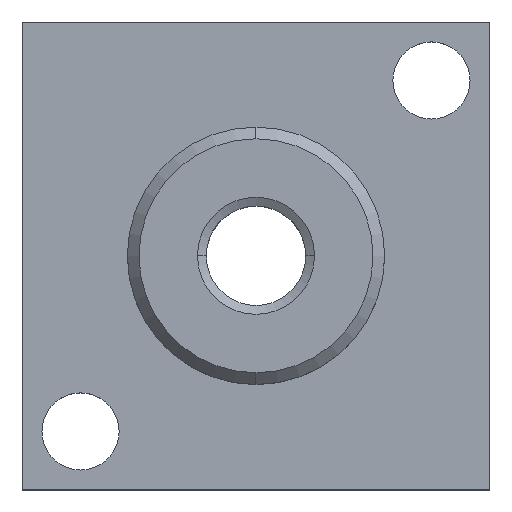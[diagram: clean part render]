
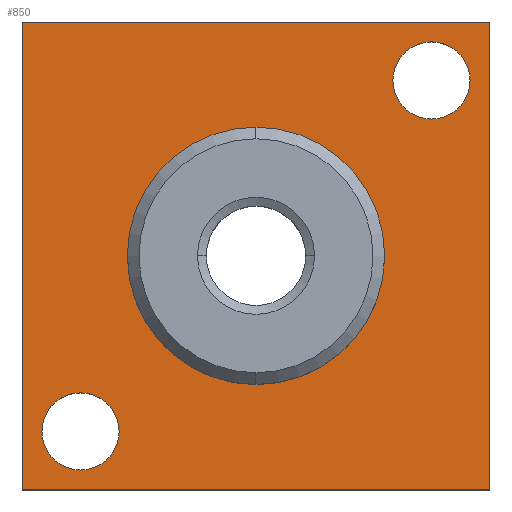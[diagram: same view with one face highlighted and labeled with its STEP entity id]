
A CAD part, top view. The second image highlights one B-rep face of the part: STEP entity #850.
In plain terms, the highlighted planar face has unit normal (0, 0, 1).
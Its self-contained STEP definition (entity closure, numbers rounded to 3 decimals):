
#10=CARTESIAN_POINT('',(-22.5,-20.5,4.));
#20=DIRECTION('',(0.,0.,1.));
#30=DIRECTION('',(1.,0.,0.));
#40=AXIS2_PLACEMENT_3D('',#10,#20,#30);
#50=PLANE('',#40);
#60=CARTESIAN_POINT('',(15.,15.,4.));
#70=DIRECTION('',(0.,0.,-1.));
#80=DIRECTION('',(0.,1.,0.));
#90=AXIS2_PLACEMENT_3D('',#60,#70,#80);
#100=CIRCLE('',#90,3.3);
#110=CARTESIAN_POINT('',(15.,18.3,4.));
#120=VERTEX_POINT('',#110);
#130=CARTESIAN_POINT('',(15.,11.7,4.));
#140=VERTEX_POINT('',#130);
#150=EDGE_CURVE('',#120,#140,#100,.T.);
#160=ORIENTED_EDGE('',*,*,#150,.T.);
#170=EDGE_CURVE('',#140,#120,#100,.T.);
#180=ORIENTED_EDGE('',*,*,#170,.T.);
#190=EDGE_LOOP('',(#180,#160));
#200=FACE_BOUND('',#190,.T.);
#210=CARTESIAN_POINT('',(0.,0.,4.));
#220=DIRECTION('',(0.,0.,1.));
#230=DIRECTION('',(0.,1.,0.));
#240=AXIS2_PLACEMENT_3D('',#210,#220,#230);
#250=CIRCLE('',#240,11.);
#260=CARTESIAN_POINT('',(0.,11.,4.));
#270=VERTEX_POINT('',#260);
#280=CARTESIAN_POINT('',(0.,-11.,4.));
#290=VERTEX_POINT('',#280);
#300=EDGE_CURVE('',#270,#290,#250,.T.);
#310=ORIENTED_EDGE('',*,*,#300,.F.);
#320=EDGE_CURVE('',#290,#270,#250,.T.);
#330=ORIENTED_EDGE('',*,*,#320,.F.);
#340=EDGE_LOOP('',(#330,#310));
#350=FACE_BOUND('',#340,.T.);
#360=CARTESIAN_POINT('',(-15.,-15.,4.));
#370=DIRECTION('',(0.,0.,-1.));
#380=DIRECTION('',(0.,1.,0.));
#390=AXIS2_PLACEMENT_3D('',#360,#370,#380);
#400=CIRCLE('',#390,3.3);
#410=CARTESIAN_POINT('',(-15.,-11.7,4.));
#420=VERTEX_POINT('',#410);
#430=CARTESIAN_POINT('',(-15.,-18.3,4.));
#440=VERTEX_POINT('',#430);
#450=EDGE_CURVE('',#420,#440,#400,.T.);
#460=ORIENTED_EDGE('',*,*,#450,.T.);
#470=EDGE_CURVE('',#440,#420,#400,.T.);
#480=ORIENTED_EDGE('',*,*,#470,.T.);
#490=EDGE_LOOP('',(#480,#460));
#500=FACE_BOUND('',#490,.T.);
#510=CARTESIAN_POINT('',(-20.,0.,4.));
#520=DIRECTION('',(0.,-1.,0.));
#530=VECTOR('',#520,1.);
#540=LINE('',#510,#530);
#550=CARTESIAN_POINT('',(-20.,20.,4.));
#560=VERTEX_POINT('',#550);
#570=CARTESIAN_POINT('',(-20.,-20.,4.));
#580=VERTEX_POINT('',#570);
#590=EDGE_CURVE('',#560,#580,#540,.T.);
#600=ORIENTED_EDGE('',*,*,#590,.T.);
#610=CARTESIAN_POINT('',(0.,20.,4.));
#620=DIRECTION('',(-1.,0.,0.));
#630=VECTOR('',#620,1.);
#640=LINE('',#610,#630);
#650=CARTESIAN_POINT('',(20.,20.,4.));
#660=VERTEX_POINT('',#650);
#670=EDGE_CURVE('',#660,#560,#640,.T.);
#680=ORIENTED_EDGE('',*,*,#670,.T.);
#690=CARTESIAN_POINT('',(20.,0.,4.));
#700=DIRECTION('',(0.,1.,0.));
#710=VECTOR('',#700,1.);
#720=LINE('',#690,#710);
#730=CARTESIAN_POINT('',(20.,-20.,4.));
#740=VERTEX_POINT('',#730);
#750=EDGE_CURVE('',#740,#660,#720,.T.);
#760=ORIENTED_EDGE('',*,*,#750,.T.);
#770=CARTESIAN_POINT('',(0.,-20.,4.));
#780=DIRECTION('',(1.,0.,0.));
#790=VECTOR('',#780,1.);
#800=LINE('',#770,#790);
#810=EDGE_CURVE('',#580,#740,#800,.T.);
#820=ORIENTED_EDGE('',*,*,#810,.T.);
#830=EDGE_LOOP('',(#820,#760,#680,#600));
#840=FACE_OUTER_BOUND('',#830,.T.);
#850=ADVANCED_FACE('',(#200,#350,#500,#840),#50,.T.);
